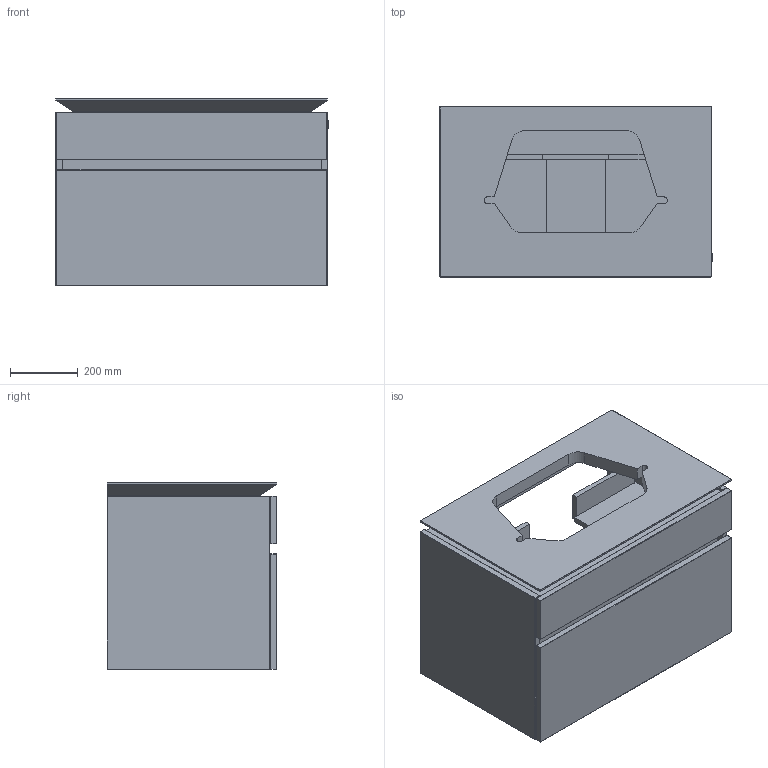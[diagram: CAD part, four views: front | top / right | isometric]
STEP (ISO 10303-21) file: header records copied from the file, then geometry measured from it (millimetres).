
FILE_DESCRIPTION((' '),'2;1');
FILE_NAME('B75400_B754L0.stp','2022-05-16T10:19:48',(' '),(' '),' ','ACIS',' ');
FILE_SCHEMA(('CONFIG_CONTROL_DESIGN'));
Length unit declared in the file: millimetre
Products named in the file (20): B75400_B754L0.stp; Körper1; Körper2; Körper3; Körper4; Körper5; Körper6; Körper7; Körper8; Körper9; Körper10; Körper11; Körper12; Körper13; Körper14; Körper15; Körper16; Körper17; Körper18; Körper19
Assembly tree (19 placements, depth 2):
  B75400_B754L0.stp
    Körper1
    Körper2
    Körper3
    Körper4
    Körper5
    Körper6
    Körper7
    Körper8
    Körper9
    Körper10
    Körper11
    Körper12
    Körper13
    Körper14
    Körper15
    Körper16
    Körper17
    Körper18
    Körper19
Bounding box: 801.5 x 500 x 550.2 mm (x, y, z)
Volume: 46210833.9 mm3; surface area: 5379648.4 mm2
Topology: 19 solids, 19 shells, 554 faces, 1094 edges, 723 vertices
Faces by surface type: plane 371, cylinder 181, cone 1, torus 1
Full cylindrical faces by diameter (mm): 3 x44, 5 x21, 6.5 x5, 8 x38, 8.01 x32, 10 x20, 26 x1
Entity records: 16106 total; most frequent: DIRECTION 2454, CARTESIAN_POINT 2225, ORIENTED_EDGE 1792, AXIS2_PLACEMENT_3D 970, EDGE_CURVE 896, EDGE_LOOP 894, VERTEX_POINT 688, FACE_OUTER_BOUND 554
